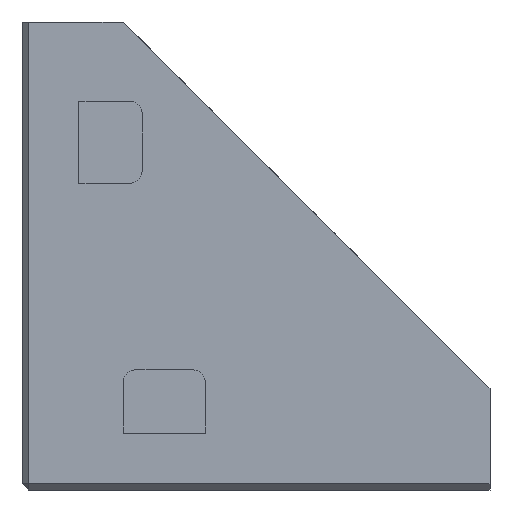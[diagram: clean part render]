
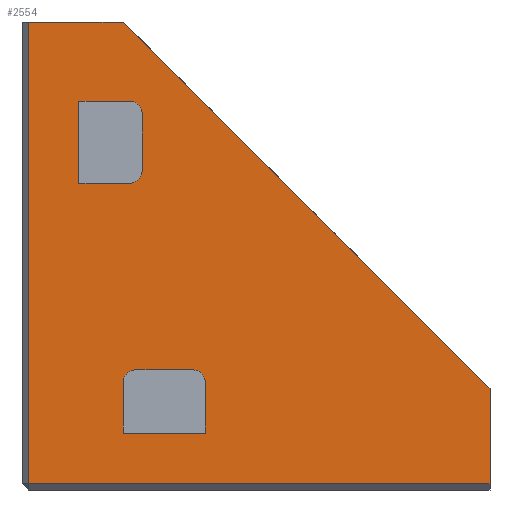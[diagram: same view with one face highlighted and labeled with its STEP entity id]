
A CAD part, front view. The second image highlights one B-rep face of the part: STEP entity #2554.
In plain terms, the highlighted planar face has unit normal (0, -1, 0).
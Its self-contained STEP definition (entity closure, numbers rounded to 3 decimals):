
#6 = LINE ( 'NONE', #1134, #2537 ) ;
#85 = CARTESIAN_POINT ( 'NONE',  ( 18.5, 0., -18. ) ) ;
#177 = EDGE_CURVE ( 'NONE', #2732, #190, #2368, .T. ) ;
#190 = VERTEX_POINT ( 'NONE', #1514 ) ;
#198 = VECTOR ( 'NONE', #1717, 1000. ) ;
#266 = LINE ( 'NONE', #503, #1545 ) ;
#292 = EDGE_CURVE ( 'NONE', #624, #190, #1915, .T. ) ;
#293 = DIRECTION ( 'NONE',  ( -1., 0., 0. ) ) ;
#311 = LINE ( 'NONE', #408, #323 ) ;
#323 = VECTOR ( 'NONE', #328, 1000. ) ;
#328 = DIRECTION ( 'NONE',  ( 1., 0., 0. ) ) ;
#352 = DIRECTION ( 'NONE',  ( 0., 0., -1. ) ) ;
#364 = LINE ( 'NONE', #2540, #387 ) ;
#367 = CARTESIAN_POINT ( 'NONE',  ( -18., 0., -18. ) ) ;
#387 = VECTOR ( 'NONE', #2677, 1000. ) ;
#398 = DIRECTION ( 'NONE',  ( 0., 0., -1. ) ) ;
#408 = CARTESIAN_POINT ( 'NONE',  ( -14., 0., 5.75 ) ) ;
#450 = CARTESIAN_POINT ( 'NONE',  ( -14., 0., 12.25 ) ) ;
#503 = CARTESIAN_POINT ( 'NONE',  ( -18.5, 0., 18.5 ) ) ;
#510 = ORIENTED_EDGE ( 'NONE', *, *, #1621, .F. ) ;
#515 = DIRECTION ( 'NONE',  ( -1., 0., 0. ) ) ;
#519 = CARTESIAN_POINT ( 'NONE',  ( -10.5, 0., -10. ) ) ;
#534 = ORIENTED_EDGE ( 'NONE', *, *, #1722, .F. ) ;
#535 = ORIENTED_EDGE ( 'NONE', *, *, #912, .F. ) ;
#565 = VERTEX_POINT ( 'NONE', #632 ) ;
#569 = DIRECTION ( 'NONE',  ( 0., 0., -1. ) ) ;
#570 = VERTEX_POINT ( 'NONE', #1703 ) ;
#581 = ORIENTED_EDGE ( 'NONE', *, *, #2130, .F. ) ;
#587 = DIRECTION ( 'NONE',  ( 0., 0., 1. ) ) ;
#615 = EDGE_CURVE ( 'NONE', #2314, #570, #2098, .T. ) ;
#624 = VERTEX_POINT ( 'NONE', #85 ) ;
#632 = CARTESIAN_POINT ( 'NONE',  ( -4., 0., -10. ) ) ;
#646 = ORIENTED_EDGE ( 'NONE', *, *, #662, .F. ) ;
#659 = CIRCLE ( 'NONE', #2398, 1. ) ;
#662 = EDGE_CURVE ( 'NONE', #1343, #906, #1688, .T. ) ;
#698 = DIRECTION ( 'NONE',  ( 0., -1., 0. ) ) ;
#709 = EDGE_CURVE ( 'NONE', #565, #2498, #1773, .T. ) ;
#732 = ORIENTED_EDGE ( 'NONE', *, *, #292, .T. ) ;
#770 = ORIENTED_EDGE ( 'NONE', *, *, #1917, .F. ) ;
#771 = CARTESIAN_POINT ( 'NONE',  ( -4., 0., -14. ) ) ;
#826 = AXIS2_PLACEMENT_3D ( 'NONE', #1462, #1054, #1919 ) ;
#906 = VERTEX_POINT ( 'NONE', #1612 ) ;
#911 = DIRECTION ( 'NONE',  ( 0., -1., 0. ) ) ;
#912 = EDGE_CURVE ( 'NONE', #1386, #1570, #2509, .T. ) ;
#913 = ORIENTED_EDGE ( 'NONE', *, *, #931, .F. ) ;
#931 = EDGE_CURVE ( 'NONE', #1176, #565, #6, .T. ) ;
#947 = DIRECTION ( 'NONE',  ( 0., 0., 1. ) ) ;
#994 = EDGE_LOOP ( 'NONE', ( #510, #535, #1145, #2381, #913, #2204 ) ) ;
#1033 = CARTESIAN_POINT ( 'NONE',  ( -10., 0., 5.75 ) ) ;
#1054 = DIRECTION ( 'NONE',  ( 0., -1., 0. ) ) ;
#1066 = ORIENTED_EDGE ( 'NONE', *, *, #177, .F. ) ;
#1067 = ORIENTED_EDGE ( 'NONE', *, *, #615, .F. ) ;
#1073 = ORIENTED_EDGE ( 'NONE', *, *, #1828, .T. ) ;
#1085 = ORIENTED_EDGE ( 'NONE', *, *, #2526, .F. ) ;
#1088 = CARTESIAN_POINT ( 'NONE',  ( 18.5, 0., -18.5 ) ) ;
#1094 = PLANE ( 'NONE',  #826 ) ;
#1102 = CARTESIAN_POINT ( 'NONE',  ( -5., 0., -10. ) ) ;
#1134 = CARTESIAN_POINT ( 'NONE',  ( -4., 0., -14. ) ) ;
#1145 = ORIENTED_EDGE ( 'NONE', *, *, #1547, .F. ) ;
#1176 = VERTEX_POINT ( 'NONE', #771 ) ;
#1235 = VERTEX_POINT ( 'NONE', #1559 ) ;
#1277 = LINE ( 'NONE', #519, #1630 ) ;
#1289 = LINE ( 'NONE', #2742, #198 ) ;
#1314 = VECTOR ( 'NONE', #947, 1000. ) ;
#1325 = CARTESIAN_POINT ( 'NONE',  ( -5., 0., -9. ) ) ;
#1343 = VERTEX_POINT ( 'NONE', #2859 ) ;
#1386 = VERTEX_POINT ( 'NONE', #2395 ) ;
#1418 = CARTESIAN_POINT ( 'NONE',  ( -9., 0., 10.6 ) ) ;
#1453 = FACE_BOUND ( 'NONE', #994, .T. ) ;
#1455 = EDGE_CURVE ( 'NONE', #2518, #1176, #1289, .T. ) ;
#1462 = CARTESIAN_POINT ( 'NONE',  ( 0., 0., 0. ) ) ;
#1470 = EDGE_CURVE ( 'NONE', #2093, #1343, #2672, .T. ) ;
#1471 = VECTOR ( 'NONE', #293, 1000. ) ;
#1479 = FACE_BOUND ( 'NONE', #2750, .T. ) ;
#1493 = FACE_OUTER_BOUND ( 'NONE', #2779, .T. ) ;
#1509 = LINE ( 'NONE', #2765, #1516 ) ;
#1514 = CARTESIAN_POINT ( 'NONE',  ( 18.5, 0., -10.5 ) ) ;
#1516 = VECTOR ( 'NONE', #515, 1000. ) ;
#1545 = VECTOR ( 'NONE', #1643, 1000. ) ;
#1547 = EDGE_CURVE ( 'NONE', #2498, #1386, #2136, .T. ) ;
#1555 = CARTESIAN_POINT ( 'NONE',  ( -10.5, 0., -10. ) ) ;
#1559 = CARTESIAN_POINT ( 'NONE',  ( -14., 0., 5.75 ) ) ;
#1570 = VERTEX_POINT ( 'NONE', #1555 ) ;
#1612 = CARTESIAN_POINT ( 'NONE',  ( -9., 0., 11.25 ) ) ;
#1614 = DIRECTION ( 'NONE',  ( 0., 0., -1. ) ) ;
#1621 = EDGE_CURVE ( 'NONE', #1570, #2518, #1277, .T. ) ;
#1623 = CARTESIAN_POINT ( 'NONE',  ( 18.5, 0., -10.5 ) ) ;
#1630 = VECTOR ( 'NONE', #1862, 1000. ) ;
#1643 = DIRECTION ( 'NONE',  ( -1., 0., 0. ) ) ;
#1687 = DIRECTION ( 'NONE',  ( 0., 0., 1. ) ) ;
#1688 = LINE ( 'NONE', #1418, #1698 ) ;
#1698 = VECTOR ( 'NONE', #587, 1000. ) ;
#1703 = CARTESIAN_POINT ( 'NONE',  ( -18., 0., 18.5 ) ) ;
#1717 = DIRECTION ( 'NONE',  ( 1., 0., 0. ) ) ;
#1722 = EDGE_CURVE ( 'NONE', #2805, #2695, #364, .T. ) ;
#1753 = DIRECTION ( 'NONE',  ( 0., -1., 0. ) ) ;
#1773 = CIRCLE ( 'NONE', #2898, 1. ) ;
#1776 = EDGE_CURVE ( 'NONE', #1235, #2093, #311, .T. ) ;
#1824 = CARTESIAN_POINT ( 'NONE',  ( -10., 0., 12.25 ) ) ;
#1828 = EDGE_CURVE ( 'NONE', #2732, #570, #266, .T. ) ;
#1848 = CARTESIAN_POINT ( 'NONE',  ( -10., 0., 11.25 ) ) ;
#1862 = DIRECTION ( 'NONE',  ( 0., 0., -1. ) ) ;
#1889 = VECTOR ( 'NONE', #2279, 1000. ) ;
#1902 = VECTOR ( 'NONE', #2262, 1000. ) ;
#1915 = LINE ( 'NONE', #1088, #1902 ) ;
#1917 = EDGE_CURVE ( 'NONE', #906, #2805, #659, .T. ) ;
#1919 = DIRECTION ( 'NONE',  ( 0., 0., 1. ) ) ;
#2028 = CARTESIAN_POINT ( 'NONE',  ( -10.5, 0., -14. ) ) ;
#2046 = CARTESIAN_POINT ( 'NONE',  ( -14., 0., 7.5 ) ) ;
#2093 = VERTEX_POINT ( 'NONE', #1033 ) ;
#2098 = LINE ( 'NONE', #2545, #1314 ) ;
#2111 = VECTOR ( 'NONE', #398, 1000. ) ;
#2130 = EDGE_CURVE ( 'NONE', #2695, #1235, #2797, .T. ) ;
#2136 = LINE ( 'NONE', #2680, #1471 ) ;
#2204 = ORIENTED_EDGE ( 'NONE', *, *, #1455, .F. ) ;
#2262 = DIRECTION ( 'NONE',  ( 0., 0., 1. ) ) ;
#2279 = DIRECTION ( 'NONE',  ( 0.707, 0., -0.707 ) ) ;
#2314 = VERTEX_POINT ( 'NONE', #367 ) ;
#2368 = LINE ( 'NONE', #1623, #1889 ) ;
#2373 = CARTESIAN_POINT ( 'NONE',  ( -10.5, 0., 18.5 ) ) ;
#2381 = ORIENTED_EDGE ( 'NONE', *, *, #709, .F. ) ;
#2395 = CARTESIAN_POINT ( 'NONE',  ( -9.5, 0., -9. ) ) ;
#2398 = AXIS2_PLACEMENT_3D ( 'NONE', #1848, #1753, #1614 ) ;
#2443 = ORIENTED_EDGE ( 'NONE', *, *, #1776, .F. ) ;
#2498 = VERTEX_POINT ( 'NONE', #1325 ) ;
#2509 = CIRCLE ( 'NONE', #2796, 1. ) ;
#2518 = VERTEX_POINT ( 'NONE', #2028 ) ;
#2526 = EDGE_CURVE ( 'NONE', #624, #2314, #1509, .T. ) ;
#2537 = VECTOR ( 'NONE', #1687, 1000. ) ;
#2540 = CARTESIAN_POINT ( 'NONE',  ( -10., 0., 12.25 ) ) ;
#2545 = CARTESIAN_POINT ( 'NONE',  ( -18., 0., 18.5 ) ) ;
#2554 = ADVANCED_FACE ( 'NONE', ( #1479, #1453, #1493 ), #1094, .T. ) ;
#2556 = DIRECTION ( 'NONE',  ( 0., 0., -1. ) ) ;
#2622 = ORIENTED_EDGE ( 'NONE', *, *, #1470, .F. ) ;
#2670 = AXIS2_PLACEMENT_3D ( 'NONE', #2896, #698, #352 ) ;
#2672 = CIRCLE ( 'NONE', #2670, 1. ) ;
#2677 = DIRECTION ( 'NONE',  ( -1., 0., 0. ) ) ;
#2680 = CARTESIAN_POINT ( 'NONE',  ( -8.85, 0., -9. ) ) ;
#2695 = VERTEX_POINT ( 'NONE', #450 ) ;
#2732 = VERTEX_POINT ( 'NONE', #2373 ) ;
#2735 = CARTESIAN_POINT ( 'NONE',  ( -9.5, 0., -10. ) ) ;
#2742 = CARTESIAN_POINT ( 'NONE',  ( -5.75, 0., -14. ) ) ;
#2745 = DIRECTION ( 'NONE',  ( 0., -1., 0. ) ) ;
#2750 = EDGE_LOOP ( 'NONE', ( #770, #646, #2622, #2443, #581, #534 ) ) ;
#2765 = CARTESIAN_POINT ( 'NONE',  ( -18.5, 0., -18. ) ) ;
#2779 = EDGE_LOOP ( 'NONE', ( #1085, #732, #1066, #1073, #1067 ) ) ;
#2796 = AXIS2_PLACEMENT_3D ( 'NONE', #2735, #2745, #569 ) ;
#2797 = LINE ( 'NONE', #2046, #2111 ) ;
#2805 = VERTEX_POINT ( 'NONE', #1824 ) ;
#2859 = CARTESIAN_POINT ( 'NONE',  ( -9., 0., 6.75 ) ) ;
#2896 = CARTESIAN_POINT ( 'NONE',  ( -10., 0., 6.75 ) ) ;
#2898 = AXIS2_PLACEMENT_3D ( 'NONE', #1102, #911, #2556 ) ;
